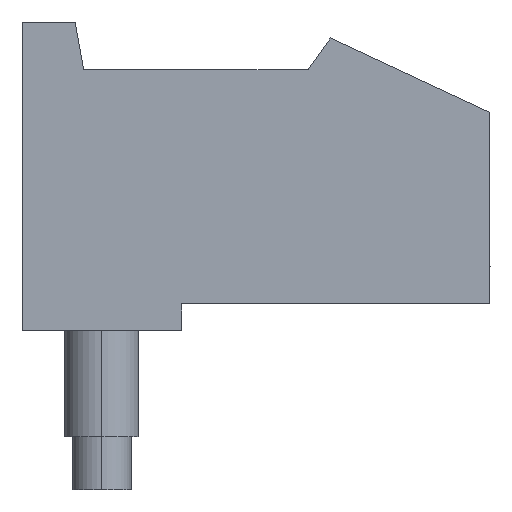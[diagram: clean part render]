
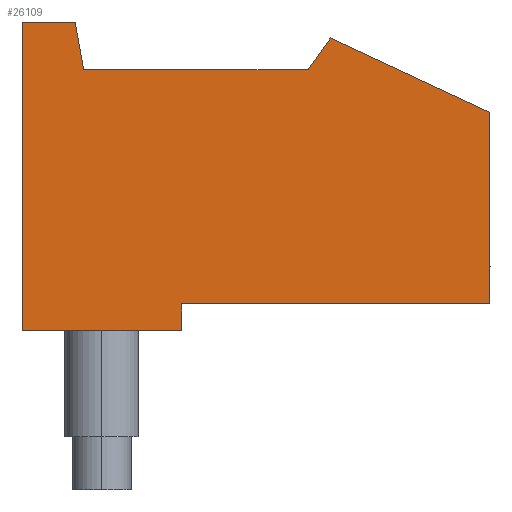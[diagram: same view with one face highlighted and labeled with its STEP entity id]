
A CAD part, left-side view. The second image highlights one B-rep face of the part: STEP entity #26109.
In plain terms, the highlighted planar face has unit normal (-1, 0, 0).
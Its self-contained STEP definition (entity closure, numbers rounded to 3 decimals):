
#656 = EDGE_LOOP ( 'NONE', ( #2904, #29301, #17373, #21992, #11438, #34416, #23483, #28202, #12154, #34801 ) ) ;
#913 = VECTOR ( 'NONE', #4239, 1000. ) ;
#1007 = CARTESIAN_POINT ( 'NONE',  ( -29.653, -1.768, -4.379 ) ) ;
#1235 = DIRECTION ( 'NONE',  ( 0., 0., -1. ) ) ;
#1386 = CARTESIAN_POINT ( 'NONE',  ( -29.653, 0.073, 0.021 ) ) ;
#2904 = ORIENTED_EDGE ( 'NONE', *, *, #9155, .F. ) ;
#2949 = CARTESIAN_POINT ( 'NONE',  ( -29.653, -4.148, 0.021 ) ) ;
#4239 = DIRECTION ( 'NONE',  ( 0., 0.574, -0.819 ) ) ;
#5068 = EDGE_CURVE ( 'NONE', #8324, #19837, #14352, .T. ) ;
#5539 = DIRECTION ( 'NONE',  ( 0., 1., 0. ) ) ;
#6074 = CARTESIAN_POINT ( 'NONE',  ( -29.653, 0.073, 0.021 ) ) ;
#6683 = VERTEX_POINT ( 'NONE', #10876 ) ;
#6831 = CARTESIAN_POINT ( 'NONE',  ( -29.653, 1.232, -4.879 ) ) ;
#7201 = CARTESIAN_POINT ( 'NONE',  ( -29.653, 0.232, 0.921 ) ) ;
#7553 = LINE ( 'NONE', #30734, #21129 ) ;
#8040 = EDGE_CURVE ( 'NONE', #6683, #24658, #21726, .T. ) ;
#8269 = CARTESIAN_POINT ( 'NONE',  ( -29.653, 1.232, -4.879 ) ) ;
#8324 = VERTEX_POINT ( 'NONE', #7201 ) ;
#8981 = CARTESIAN_POINT ( 'NONE',  ( -29.653, 0.232, 0.921 ) ) ;
#9155 = EDGE_CURVE ( 'NONE', #11766, #32016, #25537, .T. ) ;
#9554 = CARTESIAN_POINT ( 'NONE',  ( -29.653, -1.768, -4.379 ) ) ;
#9566 = DIRECTION ( 'NONE',  ( 0., 0.174, 0.985 ) ) ;
#10876 = CARTESIAN_POINT ( 'NONE',  ( -29.653, -4.568, 0.621 ) ) ;
#11438 = ORIENTED_EDGE ( 'NONE', *, *, #17123, .T. ) ;
#11536 = CARTESIAN_POINT ( 'NONE',  ( -29.653, 1.232, -10.679 ) ) ;
#11620 = LINE ( 'NONE', #1007, #32409 ) ;
#11766 = VERTEX_POINT ( 'NONE', #24439 ) ;
#12154 = ORIENTED_EDGE ( 'NONE', *, *, #5068, .T. ) ;
#13566 = LINE ( 'NONE', #11536, #19887 ) ;
#14088 = LINE ( 'NONE', #25746, #21298 ) ;
#14352 = LINE ( 'NONE', #8981, #20712 ) ;
#14413 = DIRECTION ( 'NONE',  ( 0., 0.906, 0.423 ) ) ;
#14523 = DIRECTION ( 'NONE',  ( 0., -1., 0. ) ) ;
#14852 = CARTESIAN_POINT ( 'NONE',  ( -29.653, -7.568, -0.778 ) ) ;
#15503 = VERTEX_POINT ( 'NONE', #14852 ) ;
#15852 = LINE ( 'NONE', #2949, #30251 ) ;
#15999 = EDGE_CURVE ( 'NONE', #11766, #31848, #14088, .T. ) ;
#17123 = EDGE_CURVE ( 'NONE', #15503, #6683, #32269, .T. ) ;
#17258 = CARTESIAN_POINT ( 'NONE',  ( -29.653, -7.568, -4.379 ) ) ;
#17373 = ORIENTED_EDGE ( 'NONE', *, *, #33455, .T. ) ;
#17494 = DIRECTION ( 'NONE',  ( 1., 0., 0. ) ) ;
#19215 = VECTOR ( 'NONE', #5539, 1000. ) ;
#19411 = EDGE_CURVE ( 'NONE', #19837, #32016, #13566, .T. ) ;
#19837 = VERTEX_POINT ( 'NONE', #34720 ) ;
#19887 = VECTOR ( 'NONE', #27889, 1000. ) ;
#20712 = VECTOR ( 'NONE', #33395, 1000. ) ;
#20829 = CARTESIAN_POINT ( 'NONE',  ( -29.653, -4.148, 0.021 ) ) ;
#21129 = VECTOR ( 'NONE', #25304, 1000. ) ;
#21298 = VECTOR ( 'NONE', #26336, 1000. ) ;
#21726 = LINE ( 'NONE', #34106, #913 ) ;
#21900 = CARTESIAN_POINT ( 'NONE',  ( -29.653, -4.568, 0.621 ) ) ;
#21914 = DIRECTION ( 'NONE',  ( 0., 1., 0. ) ) ;
#21992 = ORIENTED_EDGE ( 'NONE', *, *, #22550, .T. ) ;
#22550 = EDGE_CURVE ( 'NONE', #22556, #15503, #7553, .T. ) ;
#22556 = VERTEX_POINT ( 'NONE', #17258 ) ;
#23483 = ORIENTED_EDGE ( 'NONE', *, *, #34143, .T. ) ;
#24439 = CARTESIAN_POINT ( 'NONE',  ( -29.653, -1.768, -4.879 ) ) ;
#24658 = VERTEX_POINT ( 'NONE', #20829 ) ;
#25304 = DIRECTION ( 'NONE',  ( 0., 0., 1. ) ) ;
#25537 = LINE ( 'NONE', #8269, #19215 ) ;
#25746 = CARTESIAN_POINT ( 'NONE',  ( -29.653, -1.768, -4.379 ) ) ;
#26078 = AXIS2_PLACEMENT_3D ( 'NONE', #33718, #17494, #1235 ) ;
#26109 = ADVANCED_FACE ( 'NONE', ( #32034 ), #33594, .F. ) ;
#26336 = DIRECTION ( 'NONE',  ( 0., 0., 1. ) ) ;
#27889 = DIRECTION ( 'NONE',  ( 0., 0., -1. ) ) ;
#28202 = ORIENTED_EDGE ( 'NONE', *, *, #30489, .T. ) ;
#29301 = ORIENTED_EDGE ( 'NONE', *, *, #15999, .T. ) ;
#30251 = VECTOR ( 'NONE', #21914, 1000. ) ;
#30489 = EDGE_CURVE ( 'NONE', #32654, #8324, #34623, .T. ) ;
#30734 = CARTESIAN_POINT ( 'NONE',  ( -29.653, -7.568, -4.379 ) ) ;
#31402 = VECTOR ( 'NONE', #14413, 1000. ) ;
#31848 = VERTEX_POINT ( 'NONE', #9554 ) ;
#32016 = VERTEX_POINT ( 'NONE', #6831 ) ;
#32034 = FACE_OUTER_BOUND ( 'NONE', #656, .T. ) ;
#32269 = LINE ( 'NONE', #21900, #31402 ) ;
#32409 = VECTOR ( 'NONE', #14523, 1000. ) ;
#32654 = VERTEX_POINT ( 'NONE', #6074 ) ;
#33395 = DIRECTION ( 'NONE',  ( 0., 1., 0. ) ) ;
#33455 = EDGE_CURVE ( 'NONE', #31848, #22556, #11620, .T. ) ;
#33594 = PLANE ( 'NONE',  #26078 ) ;
#33718 = CARTESIAN_POINT ( 'NONE',  ( -29.653, 1.232, -10.679 ) ) ;
#33746 = VECTOR ( 'NONE', #9566, 1000. ) ;
#34106 = CARTESIAN_POINT ( 'NONE',  ( -29.653, -4.568, 0.621 ) ) ;
#34143 = EDGE_CURVE ( 'NONE', #24658, #32654, #15852, .T. ) ;
#34416 = ORIENTED_EDGE ( 'NONE', *, *, #8040, .T. ) ;
#34623 = LINE ( 'NONE', #1386, #33746 ) ;
#34720 = CARTESIAN_POINT ( 'NONE',  ( -29.653, 1.232, 0.921 ) ) ;
#34801 = ORIENTED_EDGE ( 'NONE', *, *, #19411, .T. ) ;
